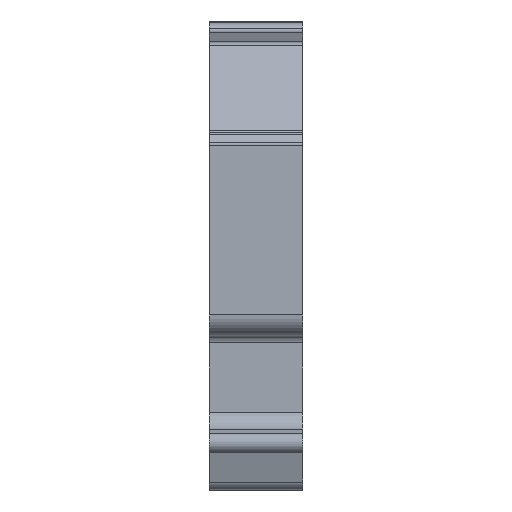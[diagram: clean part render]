
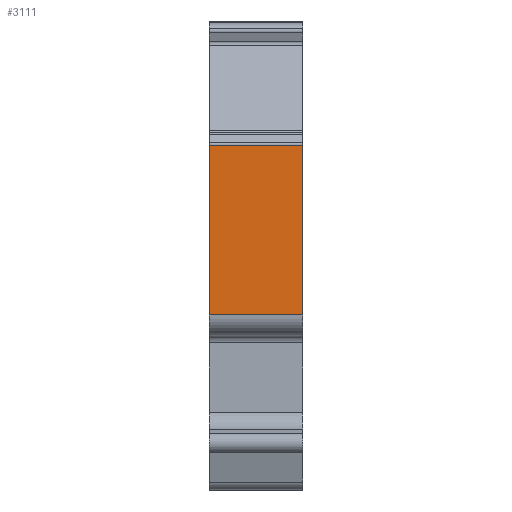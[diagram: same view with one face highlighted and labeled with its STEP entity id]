
A CAD part, front view. The second image highlights one B-rep face of the part: STEP entity #3111.
In plain terms, the highlighted planar face has unit normal (0, -1, 0).
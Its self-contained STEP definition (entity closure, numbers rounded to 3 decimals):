
#397=CARTESIAN_POINT('',(0.,-42.061,22.591));
#398=VERTEX_POINT('',#397);
#406=CARTESIAN_POINT('',(0.,-42.061,8.05));
#407=VERTEX_POINT('',#406);
#408=CARTESIAN_POINT('',(0.,-42.061,22.591));
#409=DIRECTION('',(0.,0.,-1.));
#410=VECTOR('',#409,14.542);
#411=LINE('',#408,#410);
#412=EDGE_CURVE('',#398,#407,#411,.T.);
#1508=CARTESIAN_POINT('',(-8.,-42.061,22.591));
#1509=VERTEX_POINT('',#1508);
#1517=CARTESIAN_POINT('',(-8.,-42.061,8.05));
#1518=VERTEX_POINT('',#1517);
#1519=CARTESIAN_POINT('',(-8.,-42.061,22.591));
#1520=DIRECTION('',(0.,0.,-1.));
#1521=VECTOR('',#1520,14.542);
#1522=LINE('',#1519,#1521);
#1523=EDGE_CURVE('',#1509,#1518,#1522,.T.);
#3084=CARTESIAN_POINT('',(0.,-42.061,22.591));
#3085=DIRECTION('',(-1.,0.,0.));
#3086=VECTOR('',#3085,8.);
#3087=LINE('',#3084,#3086);
#3088=EDGE_CURVE('',#398,#1509,#3087,.T.);
#3095=CARTESIAN_POINT('',(-4.,-42.061,15.32));
#3096=DIRECTION('',(0.,0.,-1.));
#3097=DIRECTION('',(0.,1.,0.));
#3098=AXIS2_PLACEMENT_3D('',#3095,#3097,#3096);
#3099=PLANE('',#3098);
#3100=ORIENTED_EDGE('',*,*,#412,.T.);
#3101=CARTESIAN_POINT('',(0.,-42.061,8.05));
#3102=DIRECTION('',(-1.,0.,0.));
#3103=VECTOR('',#3102,8.);
#3104=LINE('',#3101,#3103);
#3105=EDGE_CURVE('',#407,#1518,#3104,.T.);
#3106=ORIENTED_EDGE('E247',*,*,#3105,.T.);
#3107=ORIENTED_EDGE('E247',*,*,#1523,.F.);
#3108=ORIENTED_EDGE('E247',*,*,#3088,.F.);
#3109=EDGE_LOOP('',(#3100,#3106,#3107,#3108));
#3110=FACE_OUTER_BOUND('',#3109,.F.);
#3111=ADVANCED_FACE('F47',(#3110),#3099,.F.);
